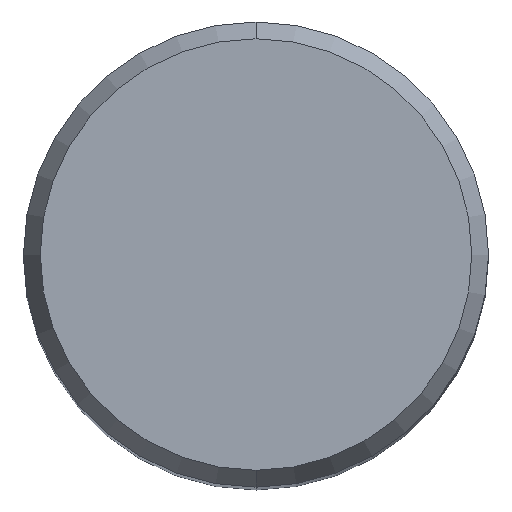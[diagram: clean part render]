
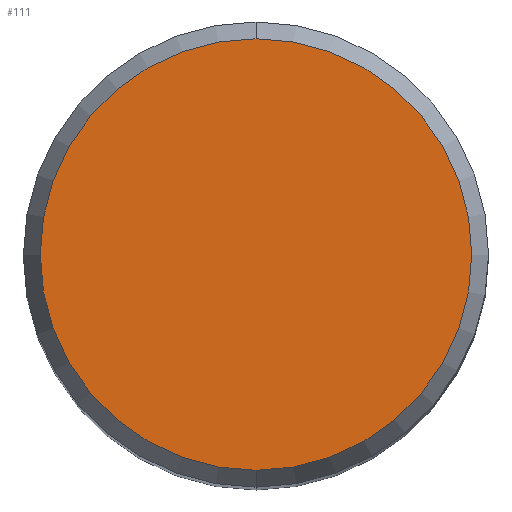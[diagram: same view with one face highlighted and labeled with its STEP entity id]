
A CAD part, top view. The second image highlights one B-rep face of the part: STEP entity #111.
In plain terms, the highlighted planar face has unit normal (0, 0, 1).
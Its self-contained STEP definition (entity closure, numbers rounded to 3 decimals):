
#111=ADVANCED_FACE('',(#262),#263,.T.);
#117=EDGE_CURVE('',#223,#197,#269,.T.);
#195=EDGE_CURVE('',#197,#223,#359,.T.);
#197=VERTEX_POINT('',#361);
#223=VERTEX_POINT('',#391);
#262=FACE_OUTER_BOUND('',#427,.T.);
#263=PLANE('',#428);
#269=CIRCLE('',#439,5.892);
#359=CIRCLE('',#554,5.892);
#361=CARTESIAN_POINT('',(0.0,5.892,0.0));
#391=CARTESIAN_POINT('',(0.,-5.892,0.0));
#427=EDGE_LOOP('',(#612,#613));
#428=AXIS2_PLACEMENT_3D('',#614,#615,#616);
#439=AXIS2_PLACEMENT_3D('',#619,#620,#621);
#554=AXIS2_PLACEMENT_3D('',#746,#747,#748);
#612=ORIENTED_EDGE('',*,*,#195,.F.);
#613=ORIENTED_EDGE('',*,*,#117,.F.);
#614=CARTESIAN_POINT('',(0.0,2.946,0.0));
#615=DIRECTION('',(-0.0,0.0,1.0));
#616=DIRECTION('',(0.0,-1.0,0.0));
#619=CARTESIAN_POINT('',(0.0,0.0,0.0));
#620=DIRECTION('',(0.0,0.0,-1.0));
#621=DIRECTION('',(0.0,1.0,0.0));
#746=CARTESIAN_POINT('',(0.0,0.0,0.0));
#747=DIRECTION('',(0.0,0.0,-1.0));
#748=DIRECTION('',(0.0,1.0,0.0));
